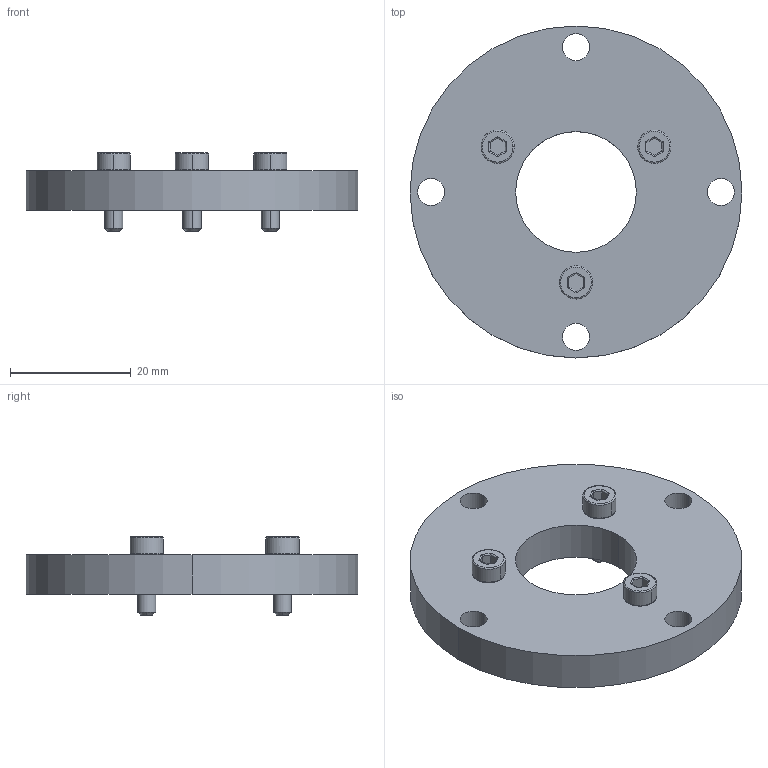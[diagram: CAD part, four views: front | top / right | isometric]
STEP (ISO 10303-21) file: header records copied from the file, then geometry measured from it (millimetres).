
FILE_DESCRIPTION (( 'STEP AP214' ), '1' );
FILE_NAME ('PF4266.STEP', '2024-08-21T11:43:07', ( '' ), ( '' ), 'SwSTEP 2.0', 'SolidWorks 2021', '' );
FILE_SCHEMA (( 'AUTOMOTIVE_DESIGN' ));
Length unit declared in the file: inch
Products named in the file (1): PF4266
Bounding box: 55 x 55 x 13 mm (x, y, z)
Volume: 13188.9 mm3; surface area: 6664.3 mm2
Topology: 4 solids, 4 shells, 98 faces, 246 edges, 162 vertices
Faces by surface type: cylinder 48, plane 32, bspline 12, cone 6
Entity records: 3672 total; most frequent: CARTESIAN_POINT 1272, ORIENTED_EDGE 492, DIRECTION 474, EDGE_CURVE 246, AXIS2_PLACEMENT_3D 183, VERTEX_POINT 162, EDGE_LOOP 120, LINE 108
